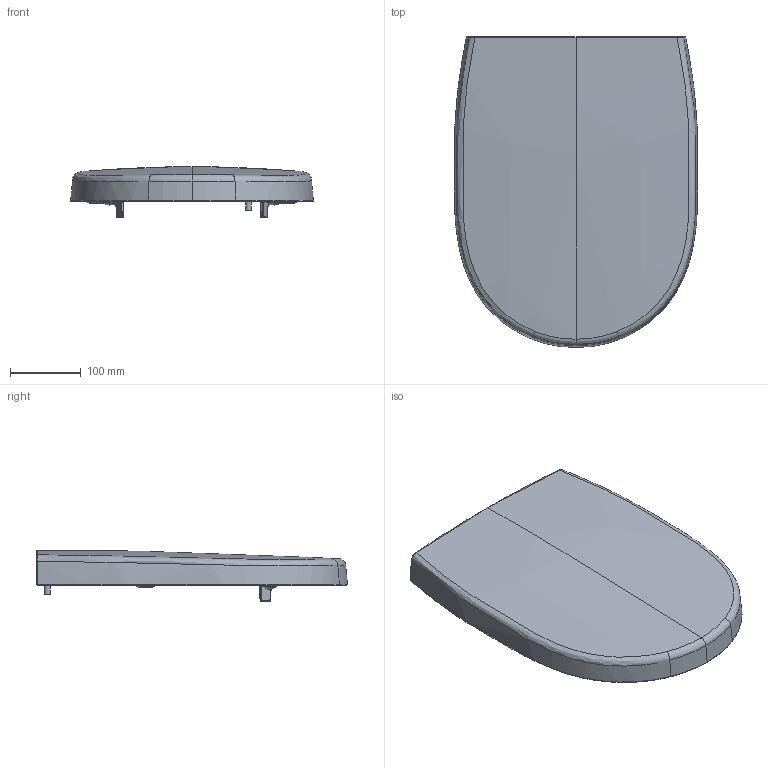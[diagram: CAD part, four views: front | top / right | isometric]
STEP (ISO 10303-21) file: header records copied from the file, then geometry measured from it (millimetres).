
FILE_DESCRIPTION(/* description */ (''),/* implementation_level */ '2;1');
FILE_NAME(/* name */ 'A0324.stp',/* time_stamp */ '2021-01-06T12:15:06+03:00',/* author */ (''),/* organization */ (''),/* preprocessor_version */ 'ST-DEVELOPER v16',/* originating_system */ 'SIEMENS PLM Software NX 11.0',/* authorisation */ '');
FILE_SCHEMA (('AUTOMOTIVE_DESIGN { 1 0 10303 214 3 1 1 1 }'));
Length unit declared in the file: millimetre
Products named in the file (1): CAN1160234Ci66x
Bounding box: 344.5 x 439.48 x 72.14 mm (x, y, z)
Volume: 1379234.8 mm3; surface area: 536825 mm2
Topology: 4 solids, 4 shells, 524 faces, 1232 edges, 686 vertices
Faces by surface type: bspline 352, cylinder 71, plane 51, sphere 30, torus 14, cone 6
Full cylindrical faces by diameter (mm): 8 x2, 12 x2, 20 x1
Entity records: 34070 total; most frequent: CARTESIAN_POINT 24974, ORIENTED_EDGE 2326, DIRECTION 1218, EDGE_CURVE 1163, VERTEX_POINT 669, B_SPLINE_CURVE_WITH_KNOTS 643, EDGE_LOOP 546, AXIS2_PLACEMENT_3D 542
